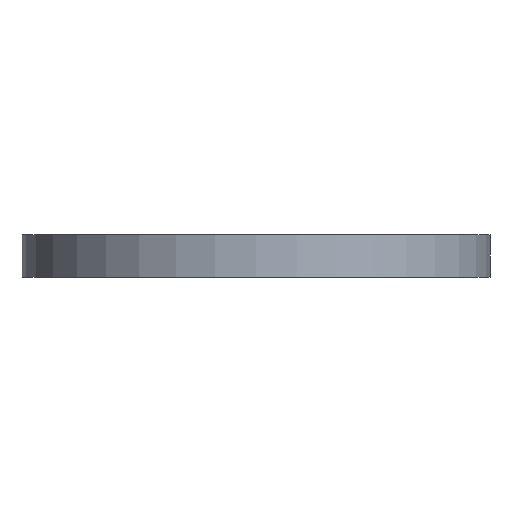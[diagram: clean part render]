
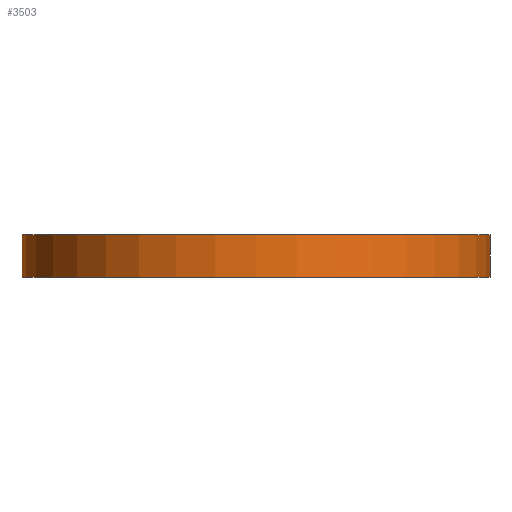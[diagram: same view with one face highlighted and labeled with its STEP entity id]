
A CAD part, front view. The second image highlights one B-rep face of the part: STEP entity #3503.
In plain terms, the highlighted cylindrical face has radius 33 mm (diameter 66 mm), a full revolution.
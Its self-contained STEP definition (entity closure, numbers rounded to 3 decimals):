
#3503=ADVANCED_FACE('',(#6039,#6041),#6043,.T.);
#6039=FACE_OUTER_BOUND('',#6040,.T.);
#6040=EDGE_LOOP('',(#11021));
#6041=FACE_OUTER_BOUND('',#6042,.T.);
#6042=EDGE_LOOP('',(#11022));
#6043=CYLINDRICAL_SURFACE('',#6044,33.);
#6044=AXIS2_PLACEMENT_3D('',#6045,#6046,#6047);
#6045=CARTESIAN_POINT('',(0.,0.,0.));
#6046=DIRECTION('',(0.,0.,1.));
#6047=DIRECTION('',(-1.,0.,0.));
#11021=ORIENTED_EDGE('',*,*,#11255,.F.);
#11022=ORIENTED_EDGE('',*,*,#11544,.T.);
#11255=EDGE_CURVE('',#12601,#12601,#12602,.T.);
#11544=EDGE_CURVE('',#13179,#13179,#13180,.T.);
#12601=VERTEX_POINT('',#15005);
#12602=CIRCLE('',#15006,33.);
#13179=VERTEX_POINT('',#17794);
#13180=CIRCLE('',#17795,33.);
#15005=CARTESIAN_POINT('',(-33.,0.,6.));
#15006=AXIS2_PLACEMENT_3D('',#15007,#15008,#15009);
#15007=CARTESIAN_POINT('',(0.,0.,6.));
#15008=DIRECTION('',(0.,0.,1.));
#15009=DIRECTION('',(-1.,0.,0.));
#17794=CARTESIAN_POINT('',(-33.,0.,0.));
#17795=AXIS2_PLACEMENT_3D('',#17796,#17797,#17798);
#17796=CARTESIAN_POINT('',(0.,0.,0.));
#17797=DIRECTION('',(0.,0.,1.));
#17798=DIRECTION('',(-1.,0.,0.));
